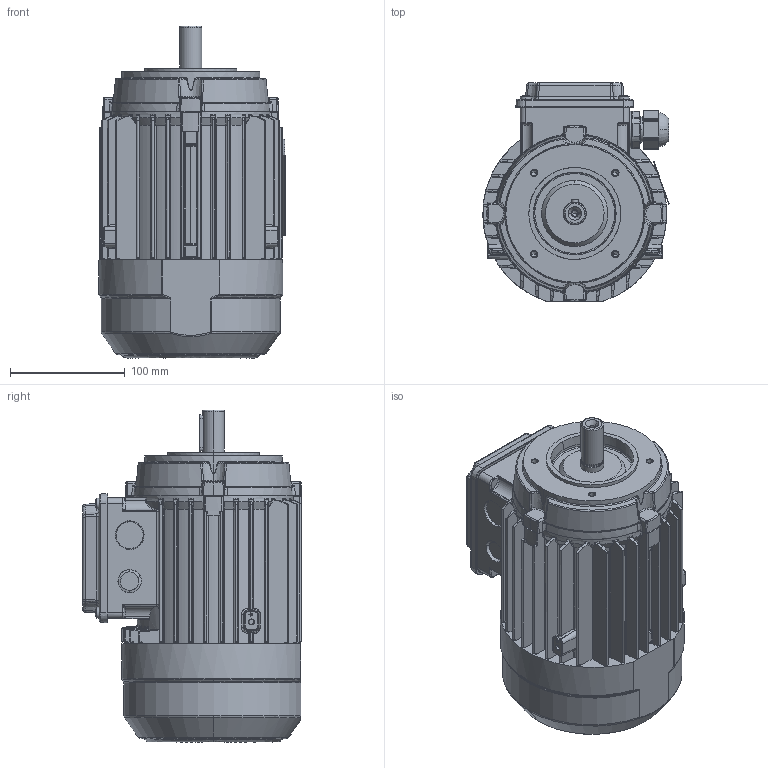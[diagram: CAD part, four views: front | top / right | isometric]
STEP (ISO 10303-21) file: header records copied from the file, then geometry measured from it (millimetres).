
FILE_DESCRIPTION (( 'STEP AP214' ), '1' );
FILE_NAME ('A-80M-B14_WOL.STEP', '2019-08-19T12:20:44', ( '' ), ( '' ), 'SwSTEP 2.0', 'SolidWorks 2018', '' );
FILE_SCHEMA (( 'AUTOMOTIVE_DESIGN' ));
Length unit declared in the file: millimetre
Products named in the file (1): A-80M-B14_WOL
Bounding box: 162.13 x 190.49 x 289 mm (x, y, z)
Volume: 4463900.5 mm3; surface area: 273831.9 mm2
Topology: 3 solids, 3 shells, 1639 faces, 4343 edges, 2667 vertices
Faces by surface type: bspline 596, cylinder 482, plane 340, cone 193, sphere 26, torus 2
Entity records: 91536 total; most frequent: CARTESIAN_POINT 57302, ORIENTED_EDGE 8514, DIRECTION 5375, EDGE_CURVE 4257, VERTEX_POINT 2667, AXIS2_PLACEMENT_3D 2015, EDGE_LOOP 1684, ADVANCED_FACE 1639
